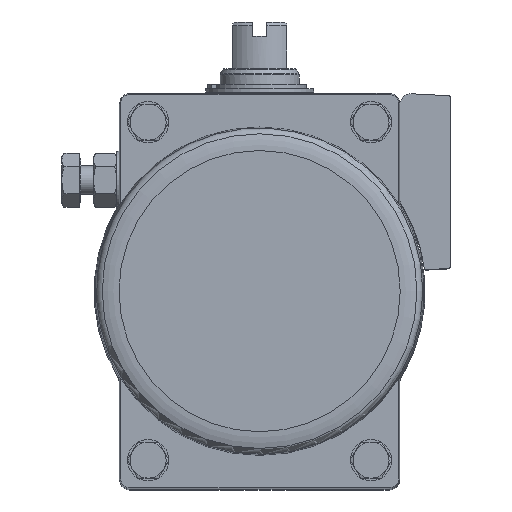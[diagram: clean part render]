
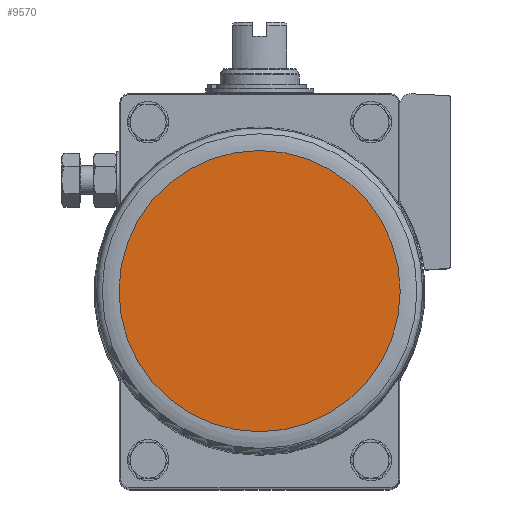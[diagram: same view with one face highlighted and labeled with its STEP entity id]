
A CAD part, top view. The second image highlights one B-rep face of the part: STEP entity #9570.
In plain terms, the highlighted planar face has unit normal (0, 0, 1).
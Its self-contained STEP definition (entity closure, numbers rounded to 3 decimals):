
#3479=ORIENTED_EDGE('',*,*,#5314,.T.);
#5314=EDGE_CURVE('',#6385,#6385,#6980,.T.);
#6385=VERTEX_POINT('',#15975);
#6980=CIRCLE('',#10540,39.1);
#7692=EDGE_LOOP('',(#3479));
#8542=FACE_BOUND('',#7692,.T.);
#9059=PLANE('',#10541);
#9570=ADVANCED_FACE('',(#8542),#9059,.F.);
#10540=AXIS2_PLACEMENT_3D('',#15974,#12732,#12733);
#10541=AXIS2_PLACEMENT_3D('',#15976,#12734,#12735);
#12732=DIRECTION('',(0.,0.,1.));
#12733=DIRECTION('',(1.,0.,0.));
#12734=DIRECTION('',(0.,0.,-1.));
#12735=DIRECTION('',(-1.,0.,0.));
#15974=CARTESIAN_POINT('',(0.,0.,94.65));
#15975=CARTESIAN_POINT('',(39.1,0.,94.65));
#15976=CARTESIAN_POINT('',(39.1,0.,94.65));
